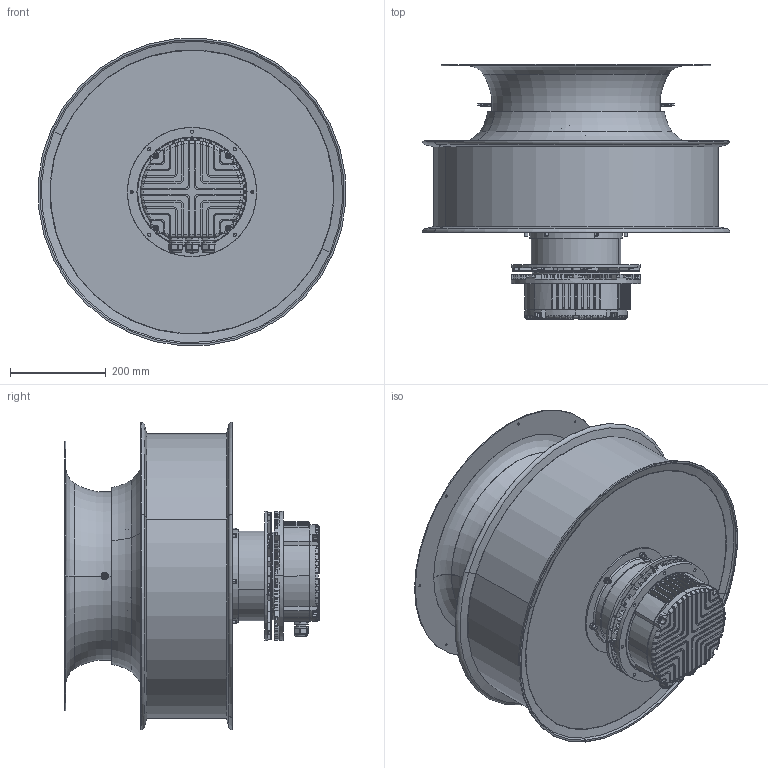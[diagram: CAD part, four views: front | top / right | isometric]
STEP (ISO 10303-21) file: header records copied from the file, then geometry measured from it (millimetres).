
FILE_DESCRIPTION((''),'2;1');
FILE_NAME('1195813_ASM','2023-07-31T13:33:37',('mkulawiak'),(''),'CREO PARAMETRIC BY PTC INC, 2022014','CREO PARAMETRIC BY PTC INC, 2022014','');
FILE_SCHEMA(('CONFIG_CONTROL_DESIGN'));
Products named in the file (11): 1195811; 1172596; 1172597; 1196436; 1196435_ASM; 1171819; 1173619; 1173620; 1195167; 1111787; 1195813_ASM
Assembly tree (24 placements, depth 3):
  1195813_ASM
    1195811
    1196435_ASM
      1172596
      1172597
      1196436  x7
    1171819
    1173619  x2
    1173620  x2
    1195167  x6
    1111787  x2
Bounding box: 642.73 x 532.3 x 642.73 mm (x, y, z)
Volume: 58111530.3 mm3; surface area: 3876406.7 mm2
Topology: 32 solids, 47 shells, 3505 faces, 9623 edges, 6204 vertices
Faces by surface type: plane 1486, cylinder 1370, cone 230, torus 226, bspline 111, extrusion 56, sphere 26
Entity records: 95230 total; most frequent: CARTESIAN_POINT 24247, DIRECTION 15358, ORIENTED_EDGE 14799, EDGE_CURVE 7425, AXIS2_PLACEMENT_3D 5849, VERTEX_POINT 4796, VECTOR 3660, LINE 3652
